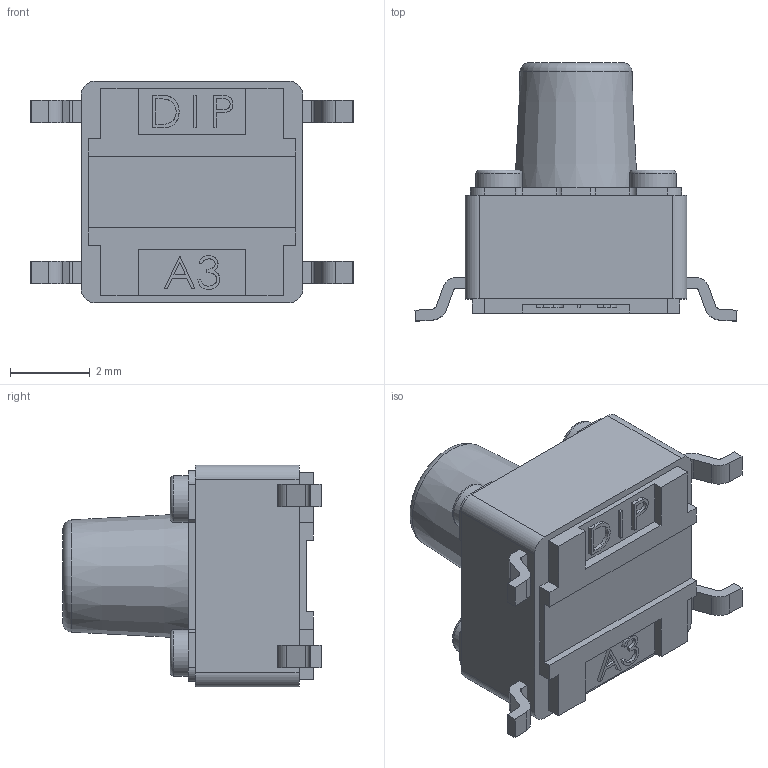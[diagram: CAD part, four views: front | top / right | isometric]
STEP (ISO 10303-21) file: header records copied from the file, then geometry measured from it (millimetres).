
FILE_DESCRIPTION(/* description */ (''),/* implementation_level */ '2;1');
FILE_NAME(/* name */ 'PUSH_BOTTON_240X240.step',/* time_stamp */ '2021-11-07T22:57:31-04:00',/* author */ (''),/* organization */ (''),/* preprocessor_version */ 'ST-DEVELOPER v18.1',/* originating_system */ 'Autodesk Translation Framework v10.10.0.1391',/* authorisation */ '');
FILE_SCHEMA (('AUTOMOTIVE_DESIGN { 1 0 10303 214 3 1 1 }'));
Length unit declared in the file: millimetre
Products named in the file (6): PUSH_BOTTON_240X240; SWITCH_DTSM-63N-Q-T_DIP - BASE - pins; SWITCH_DTSM-63N-Q-T_DIP - BASE; SWITCH_DTSM-63N-Q-T_DIP - button; SWITCH_DTSM-63N-Q-T_DIP - sheild; SWITCH_DTSM-63N-Q-T_DIP - shrapnel_Ä¬ÈÏ
¨¨_
Assembly tree (5 placements, depth 2):
  PUSH_BOTTON_240X240
    SWITCH_DTSM-63N-Q-T_DIP - BASE - pins
    SWITCH_DTSM-63N-Q-T_DIP - BASE
    SWITCH_DTSM-63N-Q-T_DIP - button
    SWITCH_DTSM-63N-Q-T_DIP - sheild
    SWITCH_DTSM-63N-Q-T_DIP - shrapnel_Ä¬ÈÏ
¨¨_
Bounding box: 8.1 x 6.5 x 5.58 mm (x, y, z)
Volume: 98.9 mm3; surface area: 358 mm2
Topology: 7 solids, 7 shells, 369 faces, 987 edges, 650 vertices
Faces by surface type: plane 216, cylinder 82, bspline 40, torus 21, cone 8, sphere 2
Full cylindrical faces by diameter (mm): 0.792 x4, 1.17 x8, 1.35 x1, 3.33 x1
Entity records: 15431 total; most frequent: CARTESIAN_POINT 5985, ORIENTED_EDGE 1974, DIRECTION 1789, EDGE_CURVE 987, VERTEX_POINT 650, LINE 627, VECTOR 627, AXIS2_PLACEMENT_3D 581
